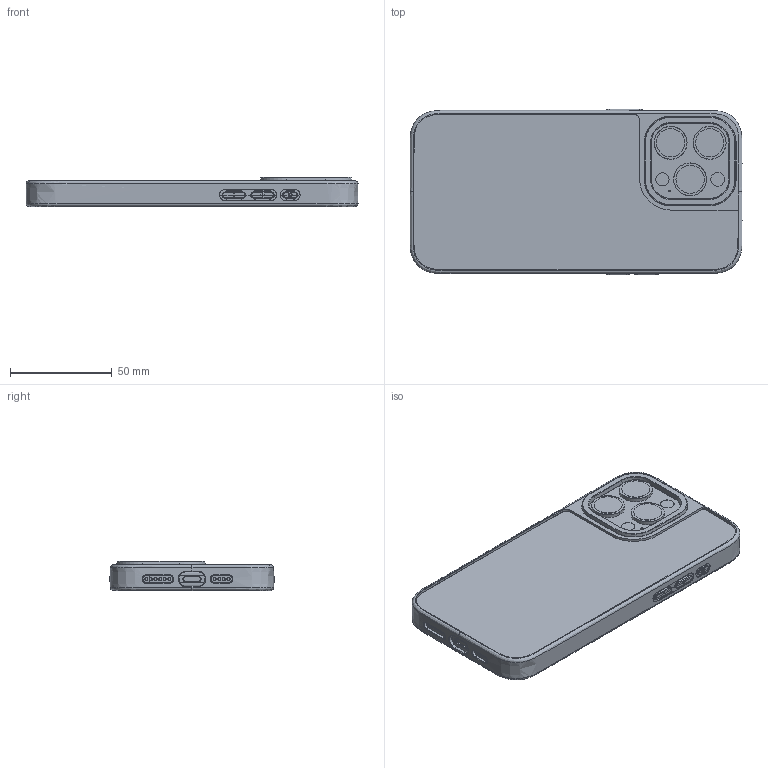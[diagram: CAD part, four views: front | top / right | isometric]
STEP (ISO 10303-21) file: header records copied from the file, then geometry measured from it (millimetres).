
FILE_DESCRIPTION((''),'2;1');
FILE_NAME('15PROMAX_ASM','2025-06-12T',('Administrator'),(''),'PRO/ENGINEER BY PARAMETRIC TECHNOLOGY CORPORATION, 2015240','PRO/ENGINEER BY PARAMETRIC TECHNOLOGY CORPORATION, 2015240','');
FILE_SCHEMA(('AUTOMOTIVE_DESIGN_CC2 { 1 2 10303 214 -1 1 5 2 }'));
Products named in the file (5): IPHONE15-PRO-MAX-002-3_48_3; IPHONE15-PRO-MAX-PC3-3_13; _KEJIANG_IP15-PRO-MAX___15PRO-7; IPHONE-15-PRO-MAX-ULTRA-XINZI; 15PROMAX_ASM
Assembly tree (4 placements, depth 2):
  15PROMAX_ASM
    IPHONE15-PRO-MAX-002-3_48_3
    IPHONE15-PRO-MAX-PC3-3_13
    _KEJIANG_IP15-PRO-MAX___15PRO-7
    IPHONE-15-PRO-MAX-ULTRA-XINZI
Bounding box: 163.36 x 81.23 x 14.35 mm (x, y, z)
Volume: 132528 mm3; surface area: 69032.2 mm2
Topology: 5 solids, 5 shells, 889 faces, 2355 edges, 1528 vertices
Faces by surface type: plane 313, cylinder 231, cone 118, bspline 99, torus 83, extrusion 45
Entity records: 48483 total; most frequent: CARTESIAN_POINT 26525, ORIENTED_EDGE 4702, DIRECTION 4016, EDGE_CURVE 2351, VERTEX_POINT 1526, AXIS2_PLACEMENT_3D 1470, VECTOR 1076, LINE 1031
